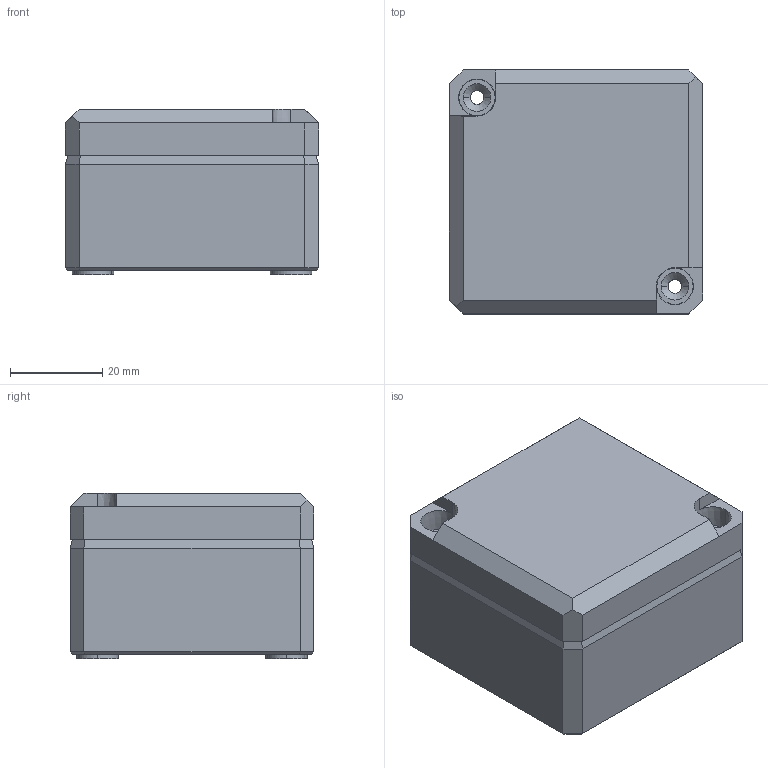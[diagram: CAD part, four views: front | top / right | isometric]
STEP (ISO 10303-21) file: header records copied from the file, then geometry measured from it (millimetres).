
FILE_DESCRIPTION((''),'2;1');
FILE_NAME('DPCP050504G_ASM','2008-12-18T',('pasi_koskela'),(''),'PRO/ENGINEER BY PARAMETRIC TECHNOLOGY CORPORATION, 2008250','PRO/ENGINEER BY PARAMETRIC TECHNOLOGY CORPORATION, 2008250','');
FILE_SCHEMA(('AUTOMOTIVE_DESIGN_CC2 { 1 2 10303 214 -1 1 5 2 }'));
Length unit declared in the file: millimetre
Products named in the file (3): DPCP050503B; DPCG050501L; DPCP050504G_ASM
Assembly tree (2 placements, depth 2):
  DPCP050504G_ASM
    DPCP050503B
    DPCG050501L
Bounding box: 55 x 53 x 36 mm (x, y, z)
Volume: 33241.1 mm3; surface area: 30131.6 mm2
Topology: 2 solids, 2 shells, 351 faces, 834 edges, 514 vertices
Faces by surface type: plane 131, cone 80, cylinder 72, bspline 36, torus 24, sphere 8
Entity records: 18123 total; most frequent: CARTESIAN_POINT 8320, ORIENTED_EDGE 1668, DIRECTION 1648, EDGE_CURVE 834, AXIS2_PLACEMENT_3D 614, VERTEX_POINT 514, PRESENTATION_STYLE_ASSIGNMENT 513, STYLED_ITEM 513
